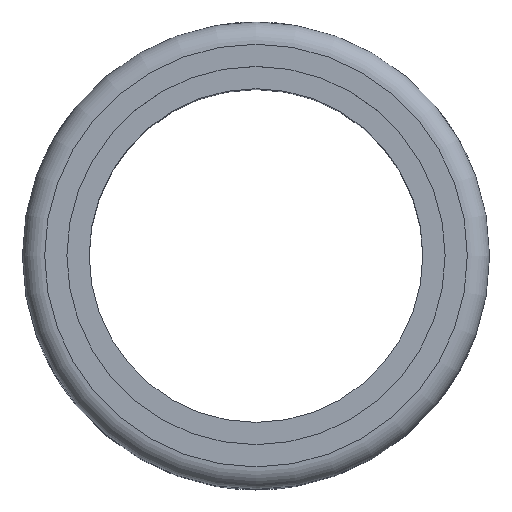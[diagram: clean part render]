
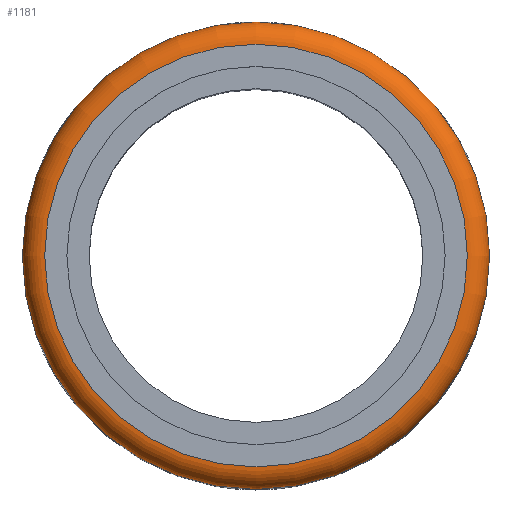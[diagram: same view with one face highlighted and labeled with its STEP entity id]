
A CAD part, top view. The second image highlights one B-rep face of the part: STEP entity #1181.
In plain terms, the highlighted toroidal (fillet/blend) face has major radius 12.667 mm and minor radius 1.333 mm.
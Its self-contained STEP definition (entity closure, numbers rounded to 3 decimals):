
#44 = AXIS2_PLACEMENT_3D ( 'NONE', #370, #378, #379 ) ;
#97 = EDGE_CURVE ( 'NONE', #1755, #1755, #803, .T. ) ;
#118 = EDGE_CURVE ( 'NONE', #1757, #1757, #812, .T. ) ;
#370 = CARTESIAN_POINT ( 'NONE',  ( 0., 0., 15. ) ) ;
#378 = DIRECTION ( 'NONE',  ( 0., 0., 1. ) ) ;
#379 = DIRECTION ( 'NONE',  ( 1., 0., 0. ) ) ;
#420 = CARTESIAN_POINT ( 'NONE',  ( 0., 0., 13.667 ) ) ;
#462 = DIRECTION ( 'NONE',  ( 0., 0., 1. ) ) ;
#463 = DIRECTION ( 'NONE',  ( 1., 0., 0. ) ) ;
#510 = ORIENTED_EDGE ( 'NONE', *, *, #118, .T. ) ;
#512 = ORIENTED_EDGE ( 'NONE', *, *, #97, .F. ) ;
#517 = EDGE_LOOP ( 'NONE', ( #510 ) ) ;
#766 = EDGE_LOOP ( 'NONE', ( #512 ) ) ;
#803 = CIRCLE ( 'NONE', #44, 12.667 ) ;
#812 = CIRCLE ( 'NONE', #1813, 14. ) ;
#1084 = FACE_OUTER_BOUND ( 'NONE', #766, .T. ) ;
#1092 = FACE_OUTER_BOUND ( 'NONE', #517, .T. ) ;
#1096 = TOROIDAL_SURFACE ( 'NONE', #1788, 12.667, 1.333 ) ;
#1181 = ADVANCED_FACE ( 'NONE', ( #1084, #1092 ), #1096, .T. ) ;
#1588 = DIRECTION ( 'NONE',  ( 0., 0., 1. ) ) ;
#1589 = CARTESIAN_POINT ( 'NONE',  ( 0., 0., 13.667 ) ) ;
#1590 = DIRECTION ( 'NONE',  ( 1., 0., 0. ) ) ;
#1755 = VERTEX_POINT ( 'NONE', #1756 ) ;
#1756 = CARTESIAN_POINT ( 'NONE',  ( 12.667, 0., 15. ) ) ;
#1757 = VERTEX_POINT ( 'NONE', #1758 ) ;
#1758 = CARTESIAN_POINT ( 'NONE',  ( 14., 0., 13.667 ) ) ;
#1788 = AXIS2_PLACEMENT_3D ( 'NONE', #1589, #1588, #1590 ) ;
#1813 = AXIS2_PLACEMENT_3D ( 'NONE', #420, #462, #463 ) ;
